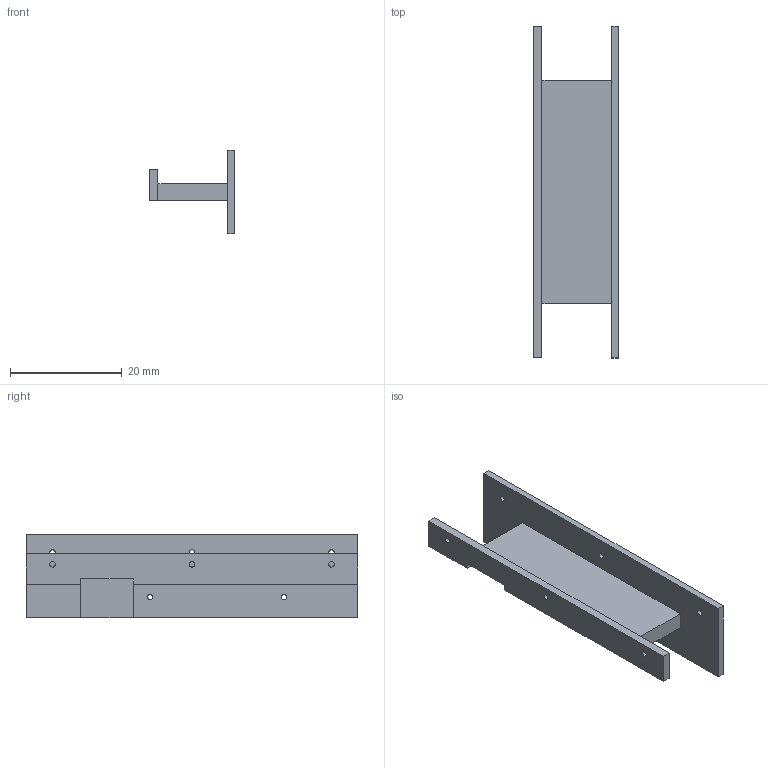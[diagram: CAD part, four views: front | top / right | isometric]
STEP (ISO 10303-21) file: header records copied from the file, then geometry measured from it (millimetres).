
FILE_DESCRIPTION (( 'STEP AP214' ), '1' );
FILE_NAME ('gripbridge-lh.STEP', '2024-08-11T14:22:33', ( '' ), ( '' ), 'SwSTEP 2.0', 'SolidWorks 2024', '' );
FILE_SCHEMA (( 'AUTOMOTIVE_DESIGN' ));
Length unit declared in the file: millimetre
Products named in the file (1): gripbridge-lh
Bounding box: 15.2 x 59.5 x 15 mm (x, y, z)
Volume: 2907.3 mm3; surface area: 3674.5 mm2
Topology: 1 solids, 1 shells, 37 faces, 103 edges, 68 vertices
Faces by surface type: plane 21, cylinder 16
Entity records: 1248 total; most frequent: DIRECTION 211, CARTESIAN_POINT 209, ORIENTED_EDGE 206, EDGE_CURVE 103, VECTOR 71, LINE 71, AXIS2_PLACEMENT_3D 70, VERTEX_POINT 68
